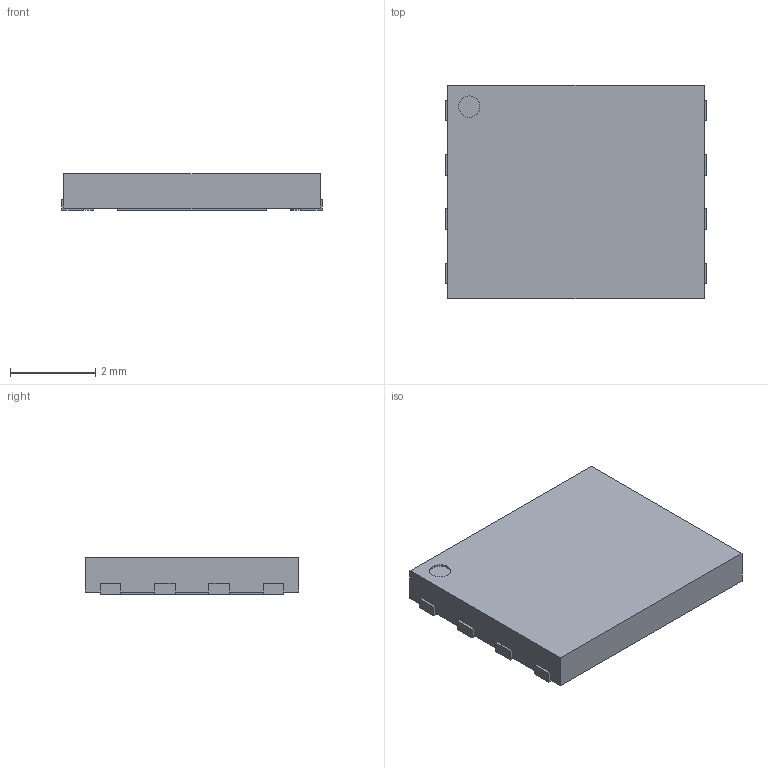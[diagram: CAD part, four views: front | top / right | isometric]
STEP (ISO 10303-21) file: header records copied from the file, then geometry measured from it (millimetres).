
FILE_DESCRIPTION(/* description */ ('STEP AP214'),/* implementation_level */ '2;1');
FILE_NAME(/* name */ '8WSON6x5 v2.step',/* time_stamp */ '2025-06-21T11:04:30+02:00',/* author */ (''),/* organization */ (''),/* preprocessor_version */ 'ST-DEVELOPER v20.1',/* originating_system */ 'Autodesk Translation Framework v14.10.0.0',/* authorisation */ '');
FILE_SCHEMA (('AUTOMOTIVE_DESIGN { 1 0 10303 214 3 1 1 }'));
Length unit declared in the file: millimetre
Products named in the file (1): 8WSON6x5
Bounding box: 6.1 x 5 x 0.85 mm (x, y, z)
Surface area: 119.7 mm2
Topology: 10 solids, 10 shells, 63 faces, 126 edges, 84 vertices
Faces by surface type: plane 54, cylinder 9
Full cylindrical faces by diameter (mm): 0.5 x1
Entity records: 1662 total; most frequent: CARTESIAN_POINT 274, DIRECTION 272, ORIENTED_EDGE 252, EDGE_CURVE 126, LINE 108, VECTOR 108, VERTEX_POINT 84, AXIS2_PLACEMENT_3D 82
